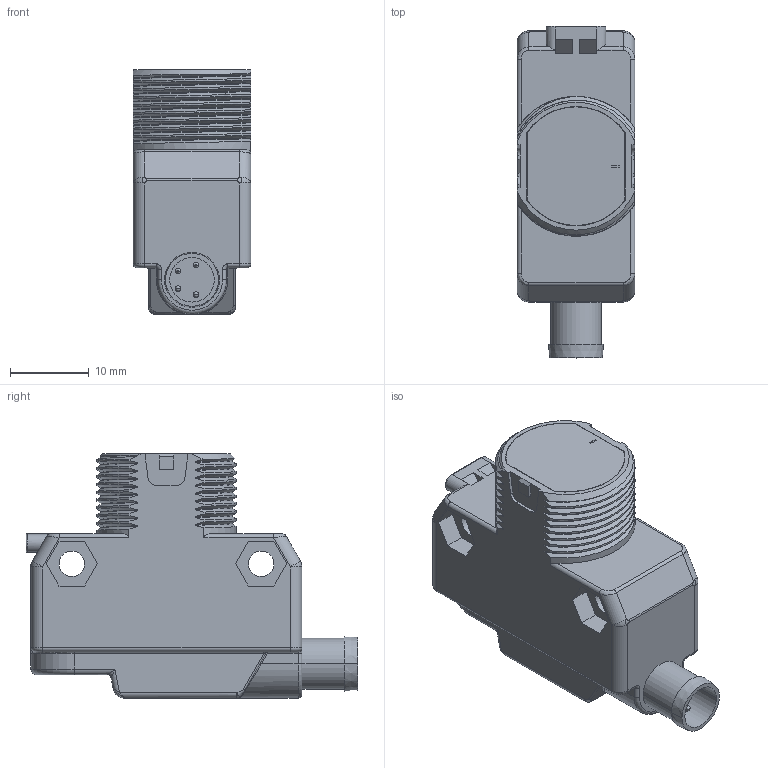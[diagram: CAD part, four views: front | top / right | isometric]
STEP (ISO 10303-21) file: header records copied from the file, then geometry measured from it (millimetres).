
FILE_DESCRIPTION((''),'2;1');
FILE_NAME('139721_SW','2008-05-07T',('banengservice'),('BANNER ENGINEERING'),'PRO/ENGINEER BY PARAMETRIC TECHNOLOGY CORPORATION, 2006170','PRO/ENGINEER BY PARAMETRIC TECHNOLOGY CORPORATION, 2006170','');
FILE_SCHEMA(('CONFIG_CONTROL_DESIGN'));
Length unit declared in the file: inch
Products named in the file (1): 139721_SW
Bounding box: 15 x 42.22 x 31.1 mm (x, y, z)
Volume: 11250.9 mm3; surface area: 4259.3 mm2
Topology: 1 solids, 1 shells, 329 faces, 814 edges, 500 vertices
Faces by surface type: cylinder 103, bspline 97, plane 96, torus 16, sphere 10, cone 7
Entity records: 15628 total; most frequent: CARTESIAN_POINT 8460, ORIENTED_EDGE 1624, DIRECTION 1233, EDGE_CURVE 812, VERTEX_POINT 500, AXIS2_PLACEMENT_3D 422, VECTOR 389, LINE 389
